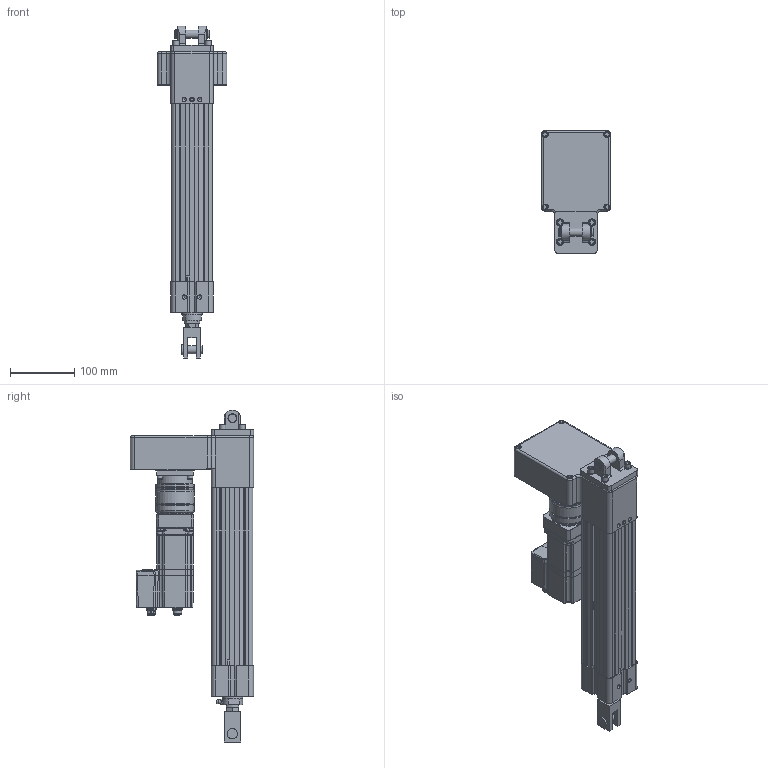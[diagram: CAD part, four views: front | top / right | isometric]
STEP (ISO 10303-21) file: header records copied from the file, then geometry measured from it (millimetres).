
FILE_DESCRIPTION (( 'STEP AP203' ), '1' );
FILE_NAME ('RS-491770-1.step', '2025-06-30T18:07:43', ( '' ), ( '' ), 'SwSTEP 2.0', 'SolidWorks 2024', '' );
FILE_SCHEMA (( 'CONFIG_CONTROL_DESIGN' ));
Length unit declared in the file: inch
Products named in the file (7): 36049354_RS-491770-1; Base_RS-491770-1; tempJoin0_11329097_RS-491770-1; 11249396_RS-491770-1; RS-491770-1; tempJoin0_11329325_RS-491770-1; tempJoin1_83169035_RS-491770-1
Assembly tree (6 placements, depth 2):
  RS-491770-1
    tempJoin0_11329097_RS-491770-1
    11249396_RS-491770-1
    36049354_RS-491770-1
    tempJoin1_83169035_RS-491770-1
    tempJoin0_11329325_RS-491770-1
    Base_RS-491770-1
Bounding box: 107.95 x 190.88 x 514.83 mm (x, y, z)
Volume: 2418410.4 mm3; surface area: 472208.2 mm2
Topology: 15 solids, 53 shells, 2940 faces, 7244 edges, 4596 vertices
Faces by surface type: plane 1505, cylinder 785, cone 275, bspline 209, torus 146, sphere 20
Full cylindrical faces by diameter (mm): 1 x32, 2 x4, 2.5 x6, 3.3 x5, 3.4 x1, 3.967 x1, 4 x4, 4.2 x8, 4.3 x2, 4.826 x1, 4.978 x4, 5 x12, 5.105 x4, 5.2 x4, 5.382 x4, 5.486 x4, 5.6 x1, 5.61 x4, 6 x5, 6.147 x2, 6.35 x13, 6.477 x5, 6.528 x4, 7 x4, 7.112 x4, 7.14 x2, 7.4 x1, 7.442 x4, 7.925 x1, 8 x2
Entity records: 100538 total; most frequent: CARTESIAN_POINT 35218, ORIENTED_EDGE 13108, DIRECTION 12757, EDGE_CURVE 6554, AXIS2_PLACEMENT_3D 4774, VERTEX_POINT 4373, EDGE_LOOP 3685, FACE_OUTER_BOUND 3239
